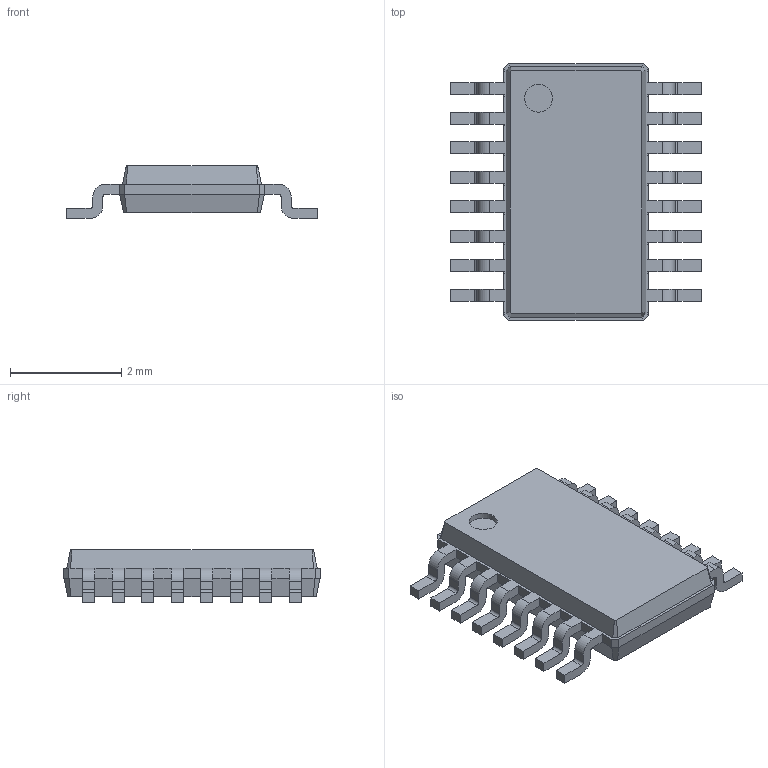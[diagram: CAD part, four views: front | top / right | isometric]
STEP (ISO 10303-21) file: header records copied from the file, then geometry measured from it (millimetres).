
FILE_DESCRIPTION(/* description */ ('model of MSOP-16_3x4mm_P0.5mm'),/* implementation_level */ '2;1');
FILE_NAME(/* name */ 'SSOP-16_2.6x4.6mm_P0.step',/* time_stamp */ '2024-08-16T02:17:12+02:00',/* author */ (''),/* organization */ (''),/* preprocessor_version */ 'ST-DEVELOPER v20',/* originating_system */ 'Autodesk Translation Framework v13.14.0.145',/* authorisation */ '');
FILE_SCHEMA (('AUTOMOTIVE_DESIGN { 1 0 10303 214 3 1 1 }'));
Length unit declared in the file: millimetre
Products named in the file (1): MSOP_16_3x4mm_P05mm
Bounding box: 4.5 x 4.6 x 0.95 mm (x, y, z)
Volume: 10.4 mm3; surface area: 50.3 mm2
Topology: 1 solids, 1 shells, 298 faces, 797 edges, 502 vertices
Faces by surface type: plane 233, cylinder 65
Full cylindrical faces by diameter (mm): 0.5 x1
Entity records: 9213 total; most frequent: CARTESIAN_POINT 1598, ORIENTED_EDGE 1594, DIRECTION 1525, EDGE_CURVE 797, LINE 667, VECTOR 667, VERTEX_POINT 502, AXIS2_PLACEMENT_3D 429
